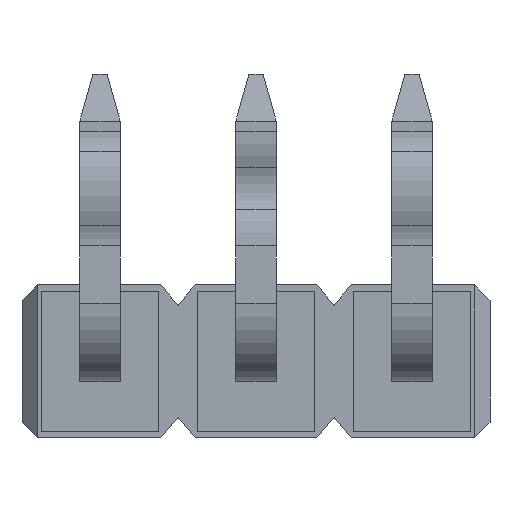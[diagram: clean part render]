
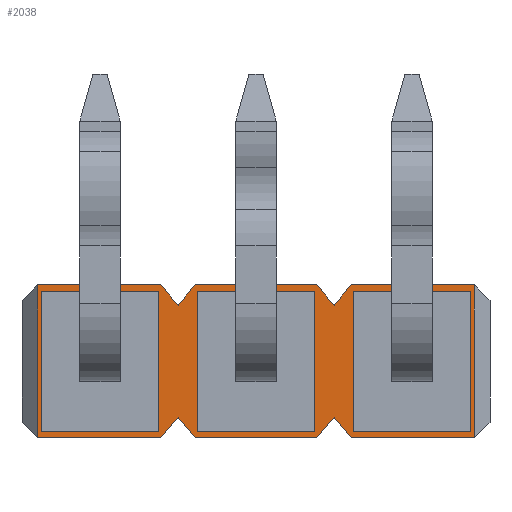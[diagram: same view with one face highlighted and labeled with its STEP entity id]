
A CAD part, front view. The second image highlights one B-rep face of the part: STEP entity #2038.
In plain terms, the highlighted planar face has unit normal (0, -1, 0).
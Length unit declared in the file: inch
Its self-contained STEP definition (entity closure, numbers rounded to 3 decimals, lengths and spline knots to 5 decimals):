
#1=DIRECTION('',(0.,0.,1.));
#2=VECTOR('',#1,0.09);
#3=CARTESIAN_POINT('',(0.0625,-0.037,-0.045));
#4=LINE('',#3,#2);
#5=DIRECTION('',(-1.,0.,0.));
#6=VECTOR('',#5,0.075);
#7=CARTESIAN_POINT('',(0.1375,-0.037,-0.045));
#8=LINE('',#7,#6);
#9=DIRECTION('',(0.,0.,-1.));
#10=VECTOR('',#9,0.09);
#11=CARTESIAN_POINT('',(0.1375,-0.037,0.045));
#12=LINE('',#11,#10);
#13=DIRECTION('',(1.,0.,0.));
#14=VECTOR('',#13,0.075);
#15=CARTESIAN_POINT('',(0.0625,-0.037,0.045));
#16=LINE('',#15,#14);
#17=DIRECTION('',(0.,0.,1.));
#18=VECTOR('',#17,0.09);
#19=CARTESIAN_POINT('',(-0.0375,-0.037,-0.045));
#20=LINE('',#19,#18);
#21=DIRECTION('',(-1.,0.,0.));
#22=VECTOR('',#21,0.075);
#23=CARTESIAN_POINT('',(0.0375,-0.037,-0.045));
#24=LINE('',#23,#22);
#25=DIRECTION('',(0.,0.,-1.));
#26=VECTOR('',#25,0.09);
#27=CARTESIAN_POINT('',(0.0375,-0.037,0.045));
#28=LINE('',#27,#26);
#29=DIRECTION('',(1.,0.,0.));
#30=VECTOR('',#29,0.075);
#31=CARTESIAN_POINT('',(-0.0375,-0.037,0.045));
#32=LINE('',#31,#30);
#33=DIRECTION('',(0.,0.,1.));
#34=VECTOR('',#33,0.09);
#35=CARTESIAN_POINT('',(-0.1375,-0.037,-0.045));
#36=LINE('',#35,#34);
#37=DIRECTION('',(-1.,0.,0.));
#38=VECTOR('',#37,0.075);
#39=CARTESIAN_POINT('',(-0.0625,-0.037,-0.045));
#40=LINE('',#39,#38);
#41=DIRECTION('',(0.,0.,-1.));
#42=VECTOR('',#41,0.09);
#43=CARTESIAN_POINT('',(-0.0625,-0.037,0.045));
#44=LINE('',#43,#42);
#45=DIRECTION('',(1.,0.,0.));
#46=VECTOR('',#45,0.075);
#47=CARTESIAN_POINT('',(-0.1375,-0.037,0.045));
#48=LINE('',#47,#46);
#49=DIRECTION('',(0.646,0.,0.763));
#50=VECTOR('',#49,0.01703);
#51=CARTESIAN_POINT('',(-0.061,-0.037,-0.049));
#52=LINE('',#51,#50);
#53=DIRECTION('',(-1.,0.,0.));
#54=VECTOR('',#53,0.079);
#55=CARTESIAN_POINT('',(-0.061,-0.037,-0.049));
#56=LINE('',#55,#54);
#57=DIRECTION('',(0.,0.,-1.));
#58=VECTOR('',#57,0.098);
#59=CARTESIAN_POINT('',(-0.14,-0.037,0.049));
#60=LINE('',#59,#58);
#61=DIRECTION('',(1.,0.,0.));
#62=VECTOR('',#61,0.079);
#63=CARTESIAN_POINT('',(-0.14,-0.037,0.049));
#64=LINE('',#63,#62);
#65=DIRECTION('',(-0.646,0.,0.763));
#66=VECTOR('',#65,0.01703);
#67=CARTESIAN_POINT('',(-0.05,-0.037,0.036));
#68=LINE('',#67,#66);
#69=DIRECTION('',(-0.646,0.,-0.763));
#70=VECTOR('',#69,0.01703);
#71=CARTESIAN_POINT('',(-0.039,-0.037,0.049));
#72=LINE('',#71,#70);
#73=DIRECTION('',(1.,0.,0.));
#74=VECTOR('',#73,0.078);
#75=CARTESIAN_POINT('',(-0.039,-0.037,0.049));
#76=LINE('',#75,#74);
#77=DIRECTION('',(-0.646,0.,0.763));
#78=VECTOR('',#77,0.01703);
#79=CARTESIAN_POINT('',(0.05,-0.037,0.036));
#80=LINE('',#79,#78);
#81=DIRECTION('',(-0.646,0.,-0.763));
#82=VECTOR('',#81,0.01703);
#83=CARTESIAN_POINT('',(0.061,-0.037,0.049));
#84=LINE('',#83,#82);
#85=DIRECTION('',(1.,0.,0.));
#86=VECTOR('',#85,0.079);
#87=CARTESIAN_POINT('',(0.061,-0.037,0.049));
#88=LINE('',#87,#86);
#89=DIRECTION('',(0.,0.,1.));
#90=VECTOR('',#89,0.098);
#91=CARTESIAN_POINT('',(0.14,-0.037,-0.049));
#92=LINE('',#91,#90);
#93=DIRECTION('',(-1.,0.,0.));
#94=VECTOR('',#93,0.079);
#95=CARTESIAN_POINT('',(0.14,-0.037,-0.049));
#96=LINE('',#95,#94);
#97=DIRECTION('',(0.646,0.,-0.763));
#98=VECTOR('',#97,0.01703);
#99=CARTESIAN_POINT('',(0.05,-0.037,-0.036));
#100=LINE('',#99,#98);
#101=DIRECTION('',(0.646,0.,0.763));
#102=VECTOR('',#101,0.01703);
#103=CARTESIAN_POINT('',(0.039,-0.037,-0.049));
#104=LINE('',#103,#102);
#105=DIRECTION('',(-1.,0.,0.));
#106=VECTOR('',#105,0.078);
#107=CARTESIAN_POINT('',(0.039,-0.037,-0.049));
#108=LINE('',#107,#106);
#109=DIRECTION('',(0.646,0.,-0.763));
#110=VECTOR('',#109,0.01703);
#111=CARTESIAN_POINT('',(-0.05,-0.037,-0.036));
#112=LINE('',#111,#110);
#1521=CARTESIAN_POINT('',(0.0625,-0.037,-0.045));
#1522=CARTESIAN_POINT('',(0.0625,-0.037,0.045));
#1523=VERTEX_POINT('',#1521);
#1524=VERTEX_POINT('',#1522);
#1525=CARTESIAN_POINT('',(0.1375,-0.037,0.045));
#1526=VERTEX_POINT('',#1525);
#1527=CARTESIAN_POINT('',(0.1375,-0.037,-0.045));
#1528=VERTEX_POINT('',#1527);
#1538=CARTESIAN_POINT('',(0.14,-0.037,-0.049));
#1540=VERTEX_POINT('',#1538);
#1549=CARTESIAN_POINT('',(0.14,-0.037,0.049));
#1550=VERTEX_POINT('',#1549);
#1558=CARTESIAN_POINT('',(-0.14,-0.037,-0.049));
#1560=VERTEX_POINT('',#1558);
#1565=CARTESIAN_POINT('',(-0.14,-0.037,0.049));
#1566=VERTEX_POINT('',#1565);
#1569=CARTESIAN_POINT('',(0.039,-0.037,-0.049));
#1570=CARTESIAN_POINT('',(0.05,-0.037,-0.036));
#1571=VERTEX_POINT('',#1569);
#1572=VERTEX_POINT('',#1570);
#1573=CARTESIAN_POINT('',(0.061,-0.037,-0.049));
#1574=VERTEX_POINT('',#1573);
#1575=CARTESIAN_POINT('',(0.061,-0.037,0.049));
#1576=CARTESIAN_POINT('',(0.05,-0.037,0.036));
#1577=VERTEX_POINT('',#1575);
#1578=VERTEX_POINT('',#1576);
#1579=CARTESIAN_POINT('',(0.039,-0.037,0.049));
#1580=VERTEX_POINT('',#1579);
#1661=CARTESIAN_POINT('',(-0.0375,-0.037,-0.045));
#1662=CARTESIAN_POINT('',(-0.0375,-0.037,0.045));
#1663=VERTEX_POINT('',#1661);
#1664=VERTEX_POINT('',#1662);
#1665=CARTESIAN_POINT('',(0.0375,-0.037,0.045));
#1666=VERTEX_POINT('',#1665);
#1667=CARTESIAN_POINT('',(0.0375,-0.037,-0.045));
#1668=VERTEX_POINT('',#1667);
#1693=CARTESIAN_POINT('',(-0.1375,-0.037,-0.045));
#1694=CARTESIAN_POINT('',(-0.1375,-0.037,0.045));
#1695=VERTEX_POINT('',#1693);
#1696=VERTEX_POINT('',#1694);
#1697=CARTESIAN_POINT('',(-0.0625,-0.037,0.045));
#1698=VERTEX_POINT('',#1697);
#1699=CARTESIAN_POINT('',(-0.0625,-0.037,-0.045));
#1700=VERTEX_POINT('',#1699);
#1709=CARTESIAN_POINT('',(-0.061,-0.037,-0.049));
#1710=CARTESIAN_POINT('',(-0.05,-0.037,-0.036));
#1711=VERTEX_POINT('',#1709);
#1712=VERTEX_POINT('',#1710);
#1713=CARTESIAN_POINT('',(-0.039,-0.037,-0.049));
#1714=VERTEX_POINT('',#1713);
#1715=CARTESIAN_POINT('',(-0.039,-0.037,0.049));
#1716=CARTESIAN_POINT('',(-0.05,-0.037,0.036));
#1717=VERTEX_POINT('',#1715);
#1718=VERTEX_POINT('',#1716);
#1719=CARTESIAN_POINT('',(-0.061,-0.037,0.049));
#1720=VERTEX_POINT('',#1719);
#1969=CARTESIAN_POINT('',(0.,-0.037,0.));
#1970=DIRECTION('',(0.,1.,0.));
#1971=DIRECTION('',(1.,0.,0.));
#1972=AXIS2_PLACEMENT_3D('',#1969,#1970,#1971);
#1973=PLANE('',#1972);
#1975=ORIENTED_EDGE('',*,*,#1974,.F.);
#1977=ORIENTED_EDGE('',*,*,#1976,.T.);
#1979=ORIENTED_EDGE('',*,*,#1978,.F.);
#1981=ORIENTED_EDGE('',*,*,#1980,.T.);
#1983=ORIENTED_EDGE('',*,*,#1982,.F.);
#1985=ORIENTED_EDGE('',*,*,#1984,.F.);
#1987=ORIENTED_EDGE('',*,*,#1986,.T.);
#1989=ORIENTED_EDGE('',*,*,#1988,.F.);
#1991=ORIENTED_EDGE('',*,*,#1990,.F.);
#1993=ORIENTED_EDGE('',*,*,#1992,.T.);
#1995=ORIENTED_EDGE('',*,*,#1994,.F.);
#1997=ORIENTED_EDGE('',*,*,#1996,.T.);
#1999=ORIENTED_EDGE('',*,*,#1998,.F.);
#2001=ORIENTED_EDGE('',*,*,#2000,.F.);
#2003=ORIENTED_EDGE('',*,*,#2002,.T.);
#2005=ORIENTED_EDGE('',*,*,#2004,.F.);
#2006=EDGE_LOOP('',(#1975,#1977,#1979,#1981,#1983,#1985,#1987,#1989,#1991,#1993,
#1995,#1997,#1999,#2001,#2003,#2005));
#2007=FACE_OUTER_BOUND('',#2006,.F.);
#2009=ORIENTED_EDGE('',*,*,#2008,.F.);
#2011=ORIENTED_EDGE('',*,*,#2010,.F.);
#2013=ORIENTED_EDGE('',*,*,#2012,.F.);
#2015=ORIENTED_EDGE('',*,*,#2014,.F.);
#2016=EDGE_LOOP('',(#2009,#2011,#2013,#2015));
#2017=FACE_BOUND('',#2016,.F.);
#2019=ORIENTED_EDGE('',*,*,#2018,.F.);
#2021=ORIENTED_EDGE('',*,*,#2020,.F.);
#2023=ORIENTED_EDGE('',*,*,#2022,.F.);
#2025=ORIENTED_EDGE('',*,*,#2024,.F.);
#2026=EDGE_LOOP('',(#2019,#2021,#2023,#2025));
#2027=FACE_BOUND('',#2026,.F.);
#2029=ORIENTED_EDGE('',*,*,#2028,.F.);
#2031=ORIENTED_EDGE('',*,*,#2030,.F.);
#2033=ORIENTED_EDGE('',*,*,#2032,.F.);
#2035=ORIENTED_EDGE('',*,*,#2034,.F.);
#2036=EDGE_LOOP('',(#2029,#2031,#2033,#2035));
#2037=FACE_BOUND('',#2036,.F.);
#2038=ADVANCED_FACE('',(#2007,#2017,#2027,#2037),#1973,.F.);
#1974=EDGE_CURVE('',#1711,#1712,#52,.T.);
#1976=EDGE_CURVE('',#1711,#1560,#56,.T.);
#1978=EDGE_CURVE('',#1566,#1560,#60,.T.);
#1980=EDGE_CURVE('',#1566,#1720,#64,.T.);
#1982=EDGE_CURVE('',#1718,#1720,#68,.T.);
#1984=EDGE_CURVE('',#1717,#1718,#72,.T.);
#1986=EDGE_CURVE('',#1717,#1580,#76,.T.);
#1988=EDGE_CURVE('',#1578,#1580,#80,.T.);
#1990=EDGE_CURVE('',#1577,#1578,#84,.T.);
#1992=EDGE_CURVE('',#1577,#1550,#88,.T.);
#1994=EDGE_CURVE('',#1540,#1550,#92,.T.);
#1996=EDGE_CURVE('',#1540,#1574,#96,.T.);
#1998=EDGE_CURVE('',#1572,#1574,#100,.T.);
#2000=EDGE_CURVE('',#1571,#1572,#104,.T.);
#2002=EDGE_CURVE('',#1571,#1714,#108,.T.);
#2004=EDGE_CURVE('',#1712,#1714,#112,.T.);
#2008=EDGE_CURVE('',#1663,#1664,#20,.T.);
#2010=EDGE_CURVE('',#1668,#1663,#24,.T.);
#2012=EDGE_CURVE('',#1666,#1668,#28,.T.);
#2014=EDGE_CURVE('',#1664,#1666,#32,.T.);
#2018=EDGE_CURVE('',#1695,#1696,#36,.T.);
#2020=EDGE_CURVE('',#1700,#1695,#40,.T.);
#2022=EDGE_CURVE('',#1698,#1700,#44,.T.);
#2024=EDGE_CURVE('',#1696,#1698,#48,.T.);
#2028=EDGE_CURVE('',#1523,#1524,#4,.T.);
#2030=EDGE_CURVE('',#1528,#1523,#8,.T.);
#2032=EDGE_CURVE('',#1526,#1528,#12,.T.);
#2034=EDGE_CURVE('',#1524,#1526,#16,.T.);
